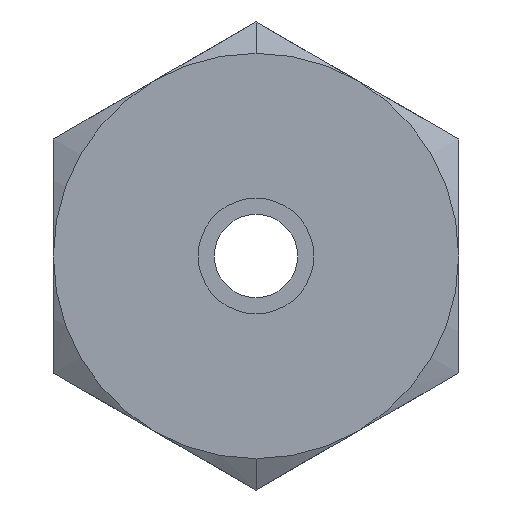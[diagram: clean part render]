
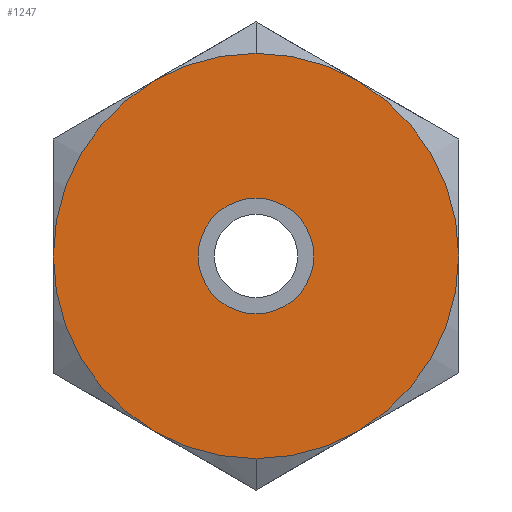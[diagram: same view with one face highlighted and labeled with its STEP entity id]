
A CAD part, left-side view. The second image highlights one B-rep face of the part: STEP entity #1247.
In plain terms, the highlighted planar face has unit normal (-1, 0, 0).
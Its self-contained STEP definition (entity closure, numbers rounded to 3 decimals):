
#274 = CIRCLE ( 'NONE', #868, 1.585 ) ;
#321 = DIRECTION ( 'NONE',  ( 1., 0., 0. ) ) ;
#868 = AXIS2_PLACEMENT_3D ( 'NONE', #3159, #6519, #6446 ) ;
#921 = VERTEX_POINT ( 'NONE', #6124 ) ;
#1049 = FACE_BOUND ( 'NONE', #4970, .T. ) ;
#1066 = EDGE_CURVE ( 'NONE', #3846, #921, #4989, .T. ) ;
#1087 = DIRECTION ( 'NONE',  ( 0., 0., 1. ) ) ;
#1242 = CARTESIAN_POINT ( 'NONE',  ( 0., 0., 0. ) ) ;
#1247 = ADVANCED_FACE ( 'NONE', ( #1049, #3252 ), #4455, .T. ) ;
#1615 = ORIENTED_EDGE ( 'NONE', *, *, #2982, .F. ) ;
#1894 = CARTESIAN_POINT ( 'NONE',  ( 0., 0., 5.555 ) ) ;
#1996 = DIRECTION ( 'NONE',  ( 0., 0., 1. ) ) ;
#2450 = CARTESIAN_POINT ( 'NONE',  ( 0., 0., 0. ) ) ;
#2524 = CARTESIAN_POINT ( 'NONE',  ( 0., 0., 0. ) ) ;
#2725 = AXIS2_PLACEMENT_3D ( 'NONE', #1242, #5389, #7073 ) ;
#2797 = AXIS2_PLACEMENT_3D ( 'NONE', #2450, #3638, #4121 ) ;
#2936 = EDGE_CURVE ( 'NONE', #6945, #7104, #274, .T. ) ;
#2982 = EDGE_CURVE ( 'NONE', #921, #3846, #6265, .T. ) ;
#3159 = CARTESIAN_POINT ( 'NONE',  ( 0., 0., 0. ) ) ;
#3252 = FACE_OUTER_BOUND ( 'NONE', #3261, .T. ) ;
#3261 = EDGE_LOOP ( 'NONE', ( #4727, #1615 ) ) ;
#3477 = CARTESIAN_POINT ( 'NONE',  ( 0., 0., -1.585 ) ) ;
#3638 = DIRECTION ( 'NONE',  ( 1., 0., 0. ) ) ;
#3846 = VERTEX_POINT ( 'NONE', #1894 ) ;
#3867 = CARTESIAN_POINT ( 'NONE',  ( 0., 0., 1.585 ) ) ;
#3956 = EDGE_CURVE ( 'NONE', #7104, #6945, #6726, .T. ) ;
#4121 = DIRECTION ( 'NONE',  ( 0., 0., -1. ) ) ;
#4123 = AXIS2_PLACEMENT_3D ( 'NONE', #5647, #6697, #1087 ) ;
#4455 = PLANE ( 'NONE',  #4123 ) ;
#4727 = ORIENTED_EDGE ( 'NONE', *, *, #1066, .F. ) ;
#4970 = EDGE_LOOP ( 'NONE', ( #5302, #5939 ) ) ;
#4989 = CIRCLE ( 'NONE', #2725, 5.555 ) ;
#5302 = ORIENTED_EDGE ( 'NONE', *, *, #2936, .T. ) ;
#5389 = DIRECTION ( 'NONE',  ( 1., 0., 0. ) ) ;
#5535 = AXIS2_PLACEMENT_3D ( 'NONE', #2524, #321, #1996 ) ;
#5647 = CARTESIAN_POINT ( 'NONE',  ( 0., 0., 2.777 ) ) ;
#5939 = ORIENTED_EDGE ( 'NONE', *, *, #3956, .T. ) ;
#6124 = CARTESIAN_POINT ( 'NONE',  ( 0., 0., -5.555 ) ) ;
#6265 = CIRCLE ( 'NONE', #2797, 5.555 ) ;
#6446 = DIRECTION ( 'NONE',  ( 0., 0., -1. ) ) ;
#6519 = DIRECTION ( 'NONE',  ( 1., 0., 0. ) ) ;
#6697 = DIRECTION ( 'NONE',  ( -1., 0., 0. ) ) ;
#6726 = CIRCLE ( 'NONE', #5535, 1.585 ) ;
#6945 = VERTEX_POINT ( 'NONE', #3477 ) ;
#7073 = DIRECTION ( 'NONE',  ( 0., 0., 1. ) ) ;
#7104 = VERTEX_POINT ( 'NONE', #3867 ) ;
